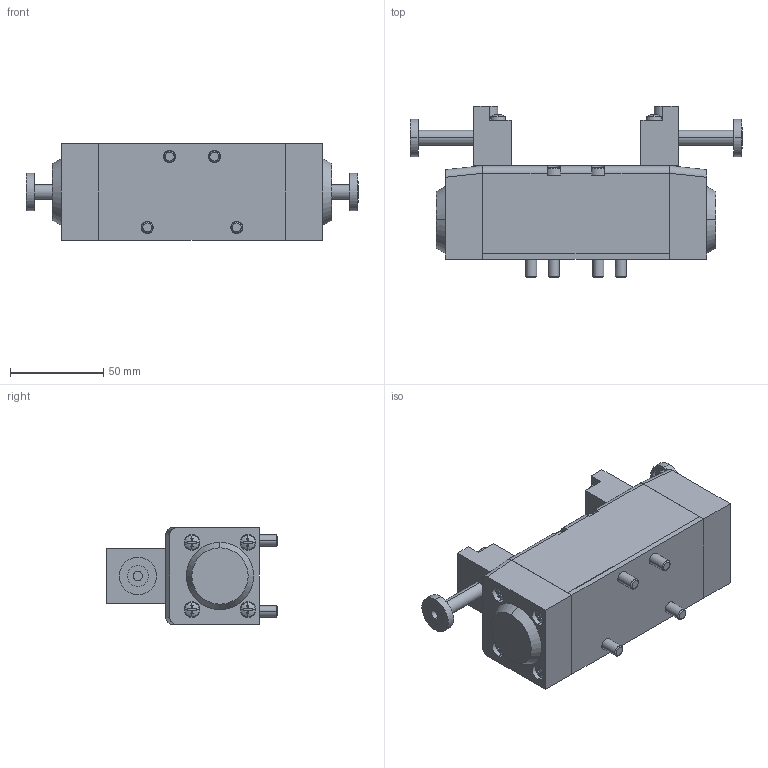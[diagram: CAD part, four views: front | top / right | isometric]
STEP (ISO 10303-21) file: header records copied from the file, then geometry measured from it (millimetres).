
FILE_DESCRIPTION (( 'STEP AP203' ), '1' );
FILE_NAME ('HVS-53P22.step', '2022-04-19T17:46:29', ( '' ), ( '' ), 'SwSTEP 2.0', 'SolidWorks 2021', '' );
FILE_SCHEMA (( 'CONFIG_CONTROL_DESIGN' ));
Length unit declared in the file: inch
Products named in the file (1): HVS-53P22
Bounding box: 178 x 92 x 52 mm (x, y, z)
Volume: 405616.3 mm3; surface area: 76992.7 mm2
Topology: 21 solids, 21 shells, 850 faces, 2142 edges, 1356 vertices
Faces by surface type: plane 434, cone 164, cylinder 156, torus 48, sphere 48
Entity records: 26341 total; most frequent: CARTESIAN_POINT 5277, DIRECTION 4692, ORIENTED_EDGE 4220, EDGE_CURVE 2110, AXIS2_PLACEMENT_3D 1811, VERTEX_POINT 1356, VECTOR 1070, LINE 1070
